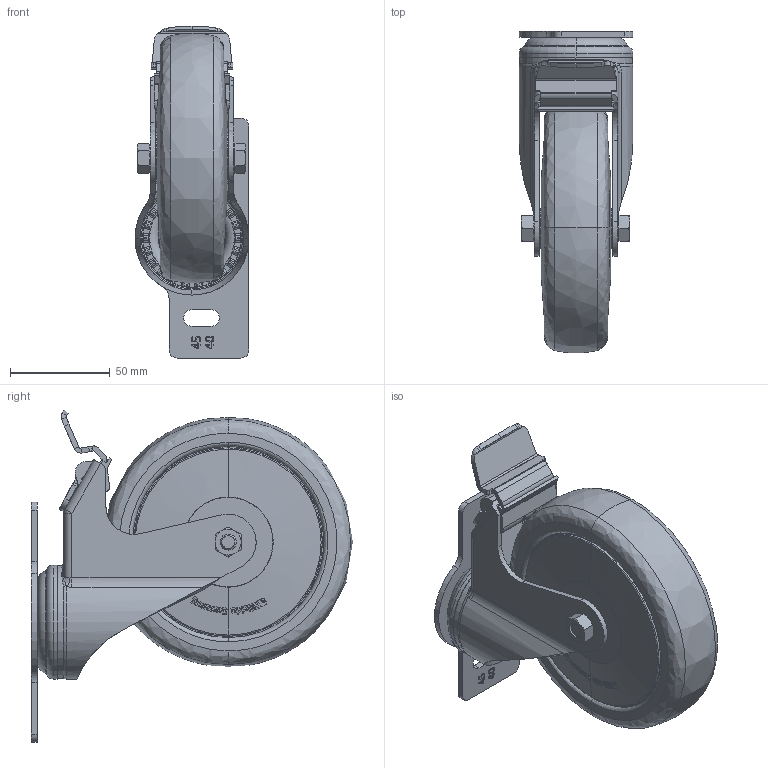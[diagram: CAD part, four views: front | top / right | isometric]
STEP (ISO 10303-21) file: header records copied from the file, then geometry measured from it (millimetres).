
FILE_DESCRIPTION (( 'STEP AP214' ), '1' );
FILE_NAME ('Accessories for aluminium profiles098S125TD4045N.step', '2017-05-15T07:13:20', ( '' ), ( '' ), 'SwSTEP 2.0', 'SolidWorks 2017', '' );
FILE_SCHEMA (( 'AUTOMOTIVE_DESIGN' ));
Length unit declared in the file: millimetre
Products named in the file (5): 4DIN931M08048MS01; 4DIN934M08M; 098S___D4045 a.Tab_098S125D4045; Accessories for aluminium profiles098S125TD4045N; TPA_126_8K-FK_228932-214_selction no pls
Assembly tree (4 placements, depth 2):
  Accessories for aluminium profiles098S125TD4045N
    098S___D4045 a.Tab_098S125D4045
    4DIN934M08M
    4DIN931M08048MS01
    TPA_126_8K-FK_228932-214_selction no pls
Bounding box: 57 x 160.86 x 166.07 mm (x, y, z)
Volume: 480238.3 mm3; surface area: 90830.8 mm2
Topology: 5 solids, 7 shells, 1877 faces, 4910 edges, 3144 vertices
Faces by surface type: plane 842, bspline 490, cylinder 349, torus 101, cone 89, sphere 6
Entity records: 94534 total; most frequent: CARTESIAN_POINT 46596, ORIENTED_EDGE 9812, DIRECTION 6252, EDGE_CURVE 4906, VERTEX_POINT 3144, LINE 2334, VECTOR 2334, EDGE_LOOP 2002
